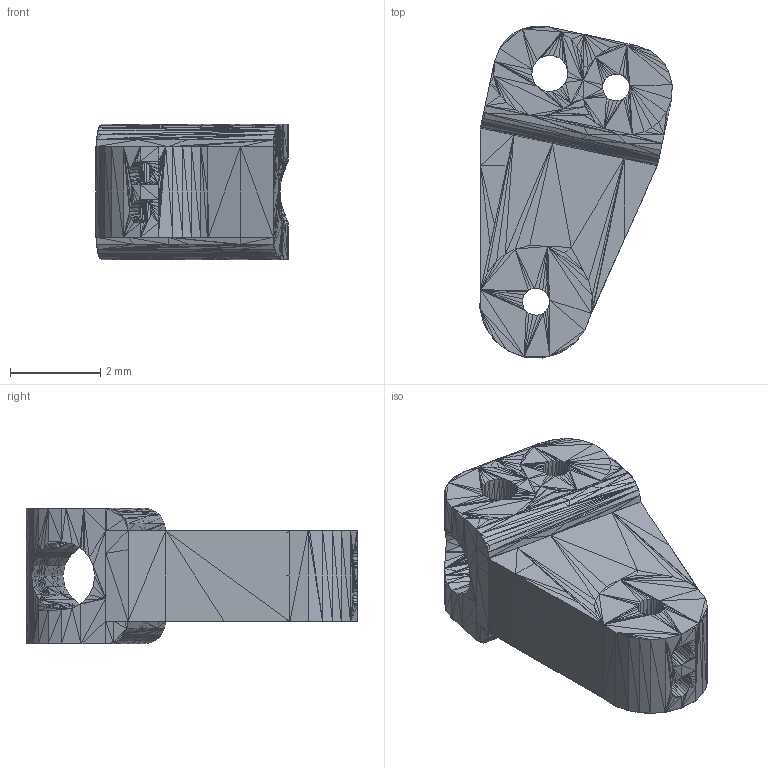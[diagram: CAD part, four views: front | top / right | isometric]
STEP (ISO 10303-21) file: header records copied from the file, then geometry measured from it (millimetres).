
FILE_DESCRIPTION((''),'2;1');
FILE_NAME('wheelMountPrint', '2025-07-28T00:57:56', (''), (''), 'ImageToStl.com STEP Converter','', '');
FILE_SCHEMA(('AUTOMOTIVE_DESIGN_CC2'));
Length unit declared in the file: metre
Products named in the file (1): product0
Bounding box: 4.25 x 7.33 x 3 mm (x, y, z)
Topology: 0 solids, 3342 shells, 3342 faces, 9702 edges, 1518 vertices
Faces by surface type: plane 3342
Entity records: 76588 total; most frequent: DIRECTION 16712, ORIENTED_EDGE 10026, EDGE_CURVE 10026, LINE 10026, VECTOR 10026, AXIS2_PLACEMENT_3D 3343, FACE_SURFACE 3342, PLANE 3342
